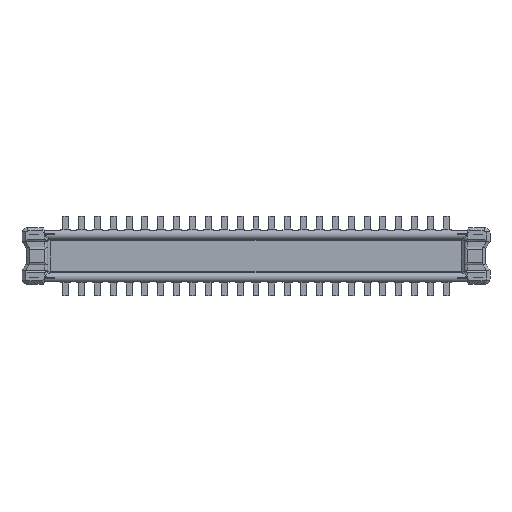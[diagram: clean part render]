
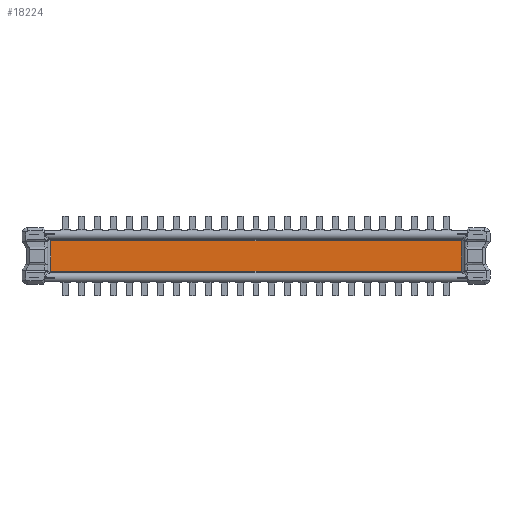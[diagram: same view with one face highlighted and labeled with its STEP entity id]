
A CAD part, top view. The second image highlights one B-rep face of the part: STEP entity #18224.
In plain terms, the highlighted planar face has unit normal (0, 0, 1).
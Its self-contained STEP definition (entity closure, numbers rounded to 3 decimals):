
#9264 = CARTESIAN_POINT ( 'NONE',  ( 5.18, 0., 0.14 ) ) ;
#9265 = LINE ( 'NONE', #9264, #9328 ) ;
#9266 = DIRECTION ( 'NONE',  ( 1., 0., 0. ) ) ;
#9267 = VECTOR ( 'NONE', #9266, 1000. ) ;
#9268 = CARTESIAN_POINT ( 'NONE',  ( 4.116, 0.39, 0.14 ) ) ;
#9269 = LINE ( 'NONE', #9268, #9267 ) ;
#9270 = CARTESIAN_POINT ( 'NONE',  ( -5.18, 0.39, 0.14 ) ) ;
#9271 = DIRECTION ( 'NONE',  ( 0., 1., 0. ) ) ;
#9272 = VECTOR ( 'NONE', #9271, 1000. ) ;
#9275 = DIRECTION ( 'NONE',  ( 0., 1., 0. ) ) ;
#9276 = DIRECTION ( 'NONE',  ( 0., 0., -1. ) ) ;
#9277 = CARTESIAN_POINT ( 'NONE',  ( -5.18, 0., 0.14 ) ) ;
#9279 = LINE ( 'NONE', #9277, #9272 ) ;
#9284 = CARTESIAN_POINT ( 'NONE',  ( 4.116, 0., 0.14 ) ) ;
#9285 = FACE_OUTER_BOUND ( 'NONE', #18243, .T. ) ;
#9287 = AXIS2_PLACEMENT_3D ( 'NONE', #9284, #9276, #9275 ) ;
#9289 = CARTESIAN_POINT ( 'NONE',  ( -5.18, -0.39, 0.14 ) ) ;
#9292 = PLANE ( 'NONE',  #9287 ) ;
#9325 = CARTESIAN_POINT ( 'NONE',  ( 5.18, 0.39, 0.14 ) ) ;
#9327 = DIRECTION ( 'NONE',  ( 0., 1., 0. ) ) ;
#9328 = VECTOR ( 'NONE', #9327, 1000. ) ;
#9390 = CARTESIAN_POINT ( 'NONE',  ( 5.18, -0.39, 0.14 ) ) ;
#9394 = DIRECTION ( 'NONE',  ( 1., 0., 0. ) ) ;
#9395 = VECTOR ( 'NONE', #9394, 1000. ) ;
#9396 = CARTESIAN_POINT ( 'NONE',  ( 4.116, -0.39, 0.14 ) ) ;
#9397 = LINE ( 'NONE', #9396, #9395 ) ;
#18224 = ADVANCED_FACE ( 'NONE', ( #9285 ), #9292, .F. ) ;
#18225 = EDGE_CURVE ( 'NONE', #18231, #18229, #9279, .T. ) ;
#18226 = ORIENTED_EDGE ( 'NONE', *, *, #18228, .T. ) ;
#18227 = EDGE_CURVE ( 'NONE', #18229, #18246, #9269, .T. ) ;
#18228 = EDGE_CURVE ( 'NONE', #18290, #18246, #9265, .T. ) ;
#18229 = VERTEX_POINT ( 'NONE', #9270 ) ;
#18231 = VERTEX_POINT ( 'NONE', #9289 ) ;
#18232 = ORIENTED_EDGE ( 'NONE', *, *, #18227, .F. ) ;
#18243 = EDGE_LOOP ( 'NONE', ( #18226, #18232, #18287, #18245 ) ) ;
#18245 = ORIENTED_EDGE ( 'NONE', *, *, #18276, .T. ) ;
#18246 = VERTEX_POINT ( 'NONE', #9325 ) ;
#18276 = EDGE_CURVE ( 'NONE', #18231, #18290, #9397, .T. ) ;
#18287 = ORIENTED_EDGE ( 'NONE', *, *, #18225, .F. ) ;
#18290 = VERTEX_POINT ( 'NONE', #9390 ) ;
